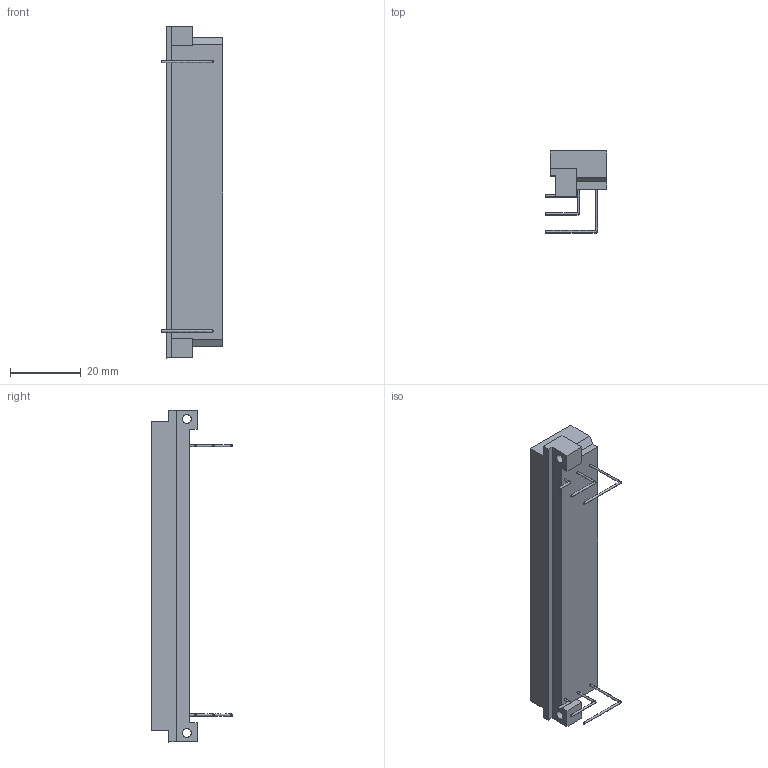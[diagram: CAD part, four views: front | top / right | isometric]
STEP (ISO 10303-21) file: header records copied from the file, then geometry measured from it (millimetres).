
FILE_DESCRIPTION((''),'2;1');
FILE_NAME('0905_DIN_Type_E_angled_male_48_pole.stp', '2004-07-30T10:54:01',('User'),('SDRC'),'I-DEAS Master Series 9','UNIX', 'Yes');
FILE_SCHEMA(('AUTOMOTIVE_DESIGN { 1 0 10303 214 1 1 1 1 }'));
Length unit declared in the file: millimetre
Products named in the file (1): 0905_DIN_Type_E_angled_male_48_pole
Bounding box: 17.55 x 23.1 x 94 mm (x, y, z)
Volume: 7470 mm3; surface area: 6752.3 mm2
Topology: 1 solids, 1 shells, 85 faces, 200 edges, 118 vertices
Faces by surface type: bspline 85
Entity records: 2775 total; most frequent: CARTESIAN_POINT 1457, ORIENTED_EDGE 376, EDGE_CURVE 188, VERTEX_POINT 118, EDGE_LOOP 102, B_SPLINE_CURVE_WITH_KNOTS 95, OVER_RIDING_STYLED_ITEM 90, FACE_OUTER_BOUND 85
